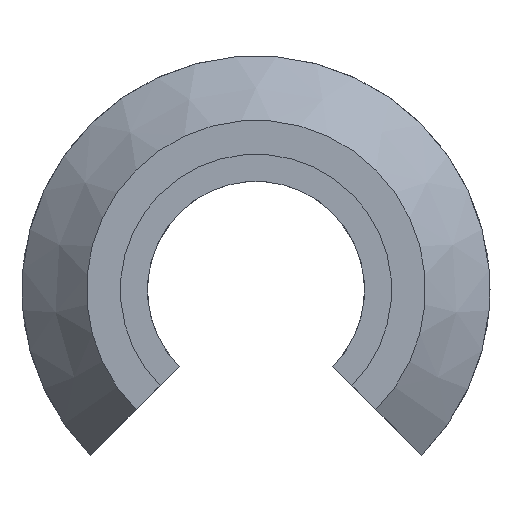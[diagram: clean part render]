
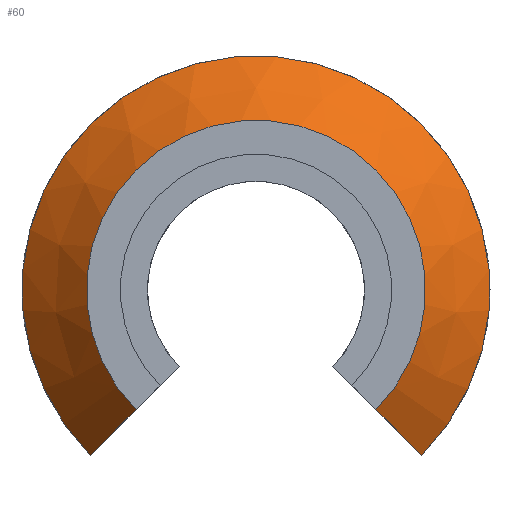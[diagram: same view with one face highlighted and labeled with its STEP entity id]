
A CAD part, front view. The second image highlights one B-rep face of the part: STEP entity #60.
In plain terms, the highlighted conical face has half-angle 45 degrees and reference radius 3.45 mm.
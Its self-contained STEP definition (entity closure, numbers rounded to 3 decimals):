
#60 = ADVANCED_FACE( '', ( #122 ), #123, .T. );
#122 = FACE_OUTER_BOUND( '', #183, .T. );
#123 = CONICAL_SURFACE( '', #184, 3.45, 0.785 );
#183 = EDGE_LOOP( '', ( #295, #296, #297, #298 ) );
#184 = AXIS2_PLACEMENT_3D( '', #299, #300, #301 );
#295 = ORIENTED_EDGE( '', *, *, #424, .F. );
#296 = ORIENTED_EDGE( '', *, *, #397, .F. );
#297 = ORIENTED_EDGE( '', *, *, #414, .F. );
#298 = ORIENTED_EDGE( '', *, *, #402, .T. );
#299 = CARTESIAN_POINT( '', ( 0., 4.45, 0. ) );
#300 = DIRECTION( '', ( 0., 1., 0. ) );
#301 = DIRECTION( '', ( 0., 0., 1. ) );
#397 = EDGE_CURVE( '', #477, #473, #479, .T. );
#402 = EDGE_CURVE( '', #486, #484, #487, .T. );
#414 = EDGE_CURVE( '', #486, #477, #505, .T. );
#424 = EDGE_CURVE( '', #473, #484, #518, .T. );
#473 = VERTEX_POINT( '', #581 );
#477 = VERTEX_POINT( '', #586 );
#479 = CIRCLE( '', #589, 2.5 );
#484 = VERTEX_POINT( '', #595 );
#486 = VERTEX_POINT( '', #598 );
#487 = CIRCLE( '', #599, 3.45 );
#505 = LINE( '', #623, #624 );
#518 = LINE( '', #641, #642 );
#581 = CARTESIAN_POINT( '', ( -1.768, 3.5, -1.768 ) );
#586 = CARTESIAN_POINT( '', ( 1.768, 3.5, -1.768 ) );
#589 = AXIS2_PLACEMENT_3D( '', #693, #694, #695 );
#595 = CARTESIAN_POINT( '', ( -2.44, 4.45, -2.44 ) );
#598 = CARTESIAN_POINT( '', ( 2.44, 4.45, -2.44 ) );
#599 = AXIS2_PLACEMENT_3D( '', #701, #702, #703 );
#623 = CARTESIAN_POINT( '', ( 0., 1., 0. ) );
#624 = VECTOR( '', #719, 1000. );
#641 = CARTESIAN_POINT( '', ( 0., 1., 0. ) );
#642 = VECTOR( '', #730, 1000. );
#693 = CARTESIAN_POINT( '', ( 0., 3.5, 0. ) );
#694 = DIRECTION( '', ( 0., -1., 0. ) );
#695 = DIRECTION( '', ( 0., 0., -1. ) );
#701 = CARTESIAN_POINT( '', ( 0., 4.45, 0. ) );
#702 = DIRECTION( '', ( 0., -1., 0. ) );
#703 = DIRECTION( '', ( 0., 0., -1. ) );
#719 = DIRECTION( '', ( -0.5, -0.707, 0.5 ) );
#730 = DIRECTION( '', ( -0.5, 0.707, -0.5 ) );
